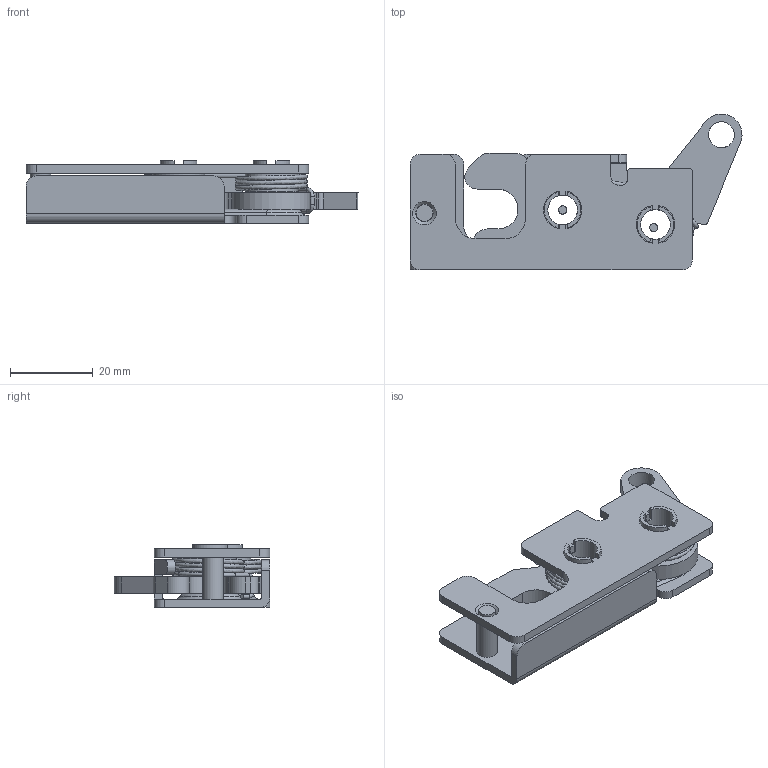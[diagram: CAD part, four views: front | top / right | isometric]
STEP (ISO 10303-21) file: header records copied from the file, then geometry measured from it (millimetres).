
FILE_DESCRIPTION(('STEP AP214'),'1');
FILE_NAME('2800.1.2.1.1.001.step','2019-04-02T14:39:15',(' '),(' '),'Spatial InterOp 3D',' ',' ');
FILE_SCHEMA(('automotive_design'));
Length unit declared in the file: millimetre
Products named in the file (10): ANA G_VDE_L; 33003181; 30403750; 33003179; K_L_TLEME YAYI; _231; _234; 32003839; 32003845
Bounding box: 80.48 x 37.75 x 15.2 mm (x, y, z)
Volume: 12584 mm3; surface area: 14833.1 mm2
Topology: 10 solids, 10 shells, 226 faces, 578 edges, 380 vertices
Faces by surface type: plane 104, cylinder 103, torus 13, bspline 3, cone 2, extrusion 1
Full cylindrical faces by diameter (mm): 1 x7, 2 x2, 4 x2, 4.1 x1, 4.3 x1, 5 x1, 6.3 x1, 7.2 x2, 8.9 x2, 9.1 x2, 10.5 x2, 10.8 x2, 12.7 x2
Entity records: 9916 total; most frequent: CARTESIAN_POINT 2412, DIRECTION 1223, ORIENTED_EDGE 1078, EDGE_CURVE 539, AXIS2_PLACEMENT_3D 461, VERTEX_POINT 374, VECTOR 301, LINE 300
